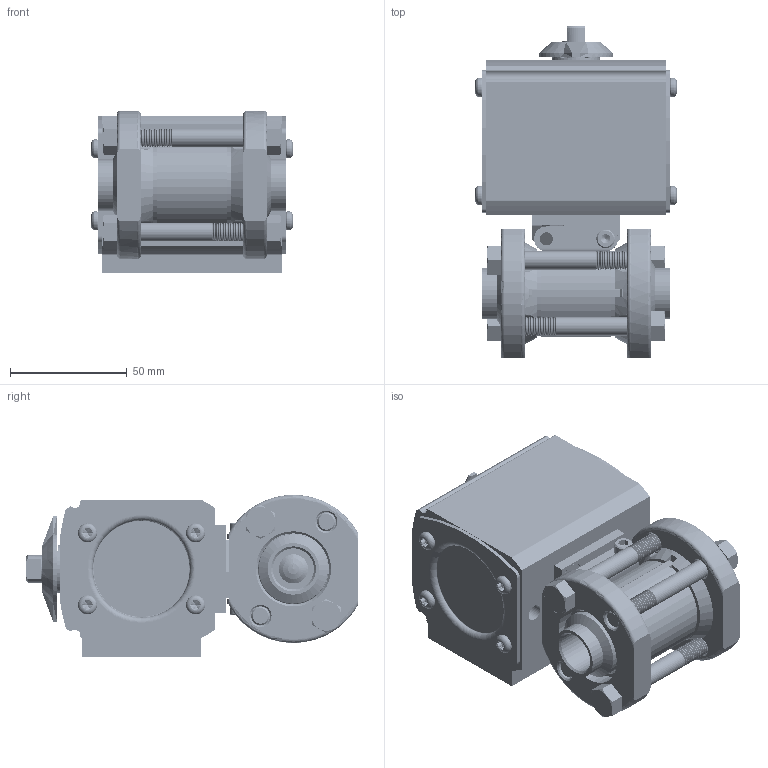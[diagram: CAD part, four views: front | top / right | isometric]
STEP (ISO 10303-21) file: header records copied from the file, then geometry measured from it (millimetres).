
FILE_DESCRIPTION (( 'STEP AP203' ), '1' );
FILE_NAME ('27XXSWFA512D.step', '2018-09-05T12:32:25', ( '' ), ( '' ), 'SwSTEP 2.0', 'SolidWorks 2018', '' );
FILE_SCHEMA (( 'CONFIG_CONTROL_DESIGN' ));
Products named in the file (1): 27XXSWFA512D
Bounding box: 86.49 x 142.33 x 69.6 mm (x, y, z)
Volume: 352403 mm3; surface area: 139171.2 mm2
Topology: 37 solids, 37 shells, 2979 faces, 8135 edges, 5249 vertices
Faces by surface type: cylinder 1447, cone 872, plane 468, torus 116, bspline 74, sphere 2
Entity records: 124531 total; most frequent: CARTESIAN_POINT 52193, ORIENTED_EDGE 16018, DIRECTION 14805, EDGE_CURVE 8009, AXIS2_PLACEMENT_3D 5946, VERTEX_POINT 5245, EDGE_LOOP 3220, CIRCLE 3040
